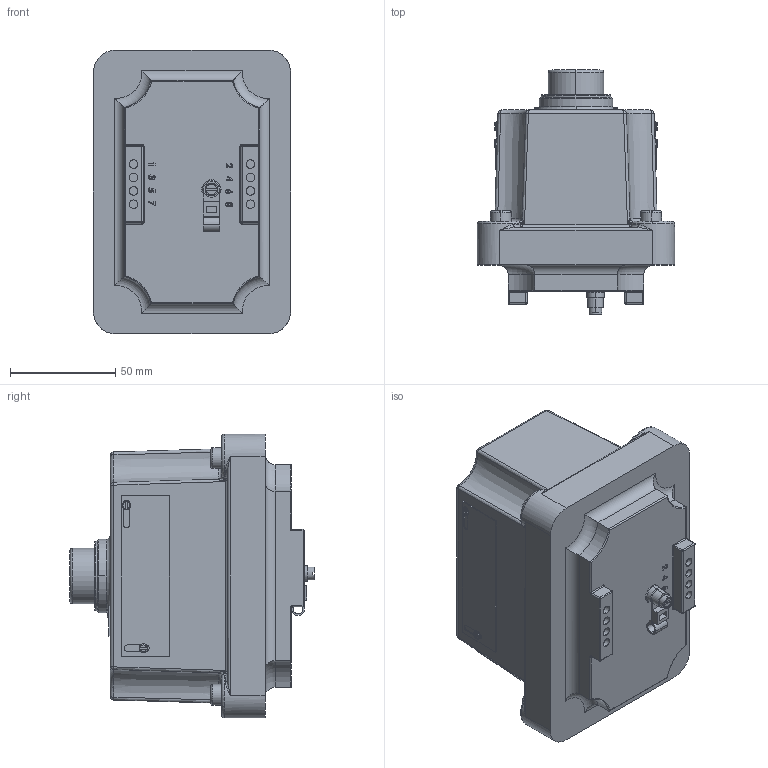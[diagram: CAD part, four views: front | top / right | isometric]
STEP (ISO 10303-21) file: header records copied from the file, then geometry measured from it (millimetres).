
FILE_DESCRIPTION (( 'STEP AP214' ), '1' );
FILE_NAME ('FXCS-0B2.step', '2016-03-09T20:26:16', ( '' ), ( '' ), 'SwSTEP 2.0', 'SolidWorks 2015', '' );
FILE_SCHEMA (( 'AUTOMOTIVE_DESIGN' ));
Length unit declared in the file: inch
Products named in the file (1): FXCS-0B2
Bounding box: 93.73 x 115.95 x 134.87 mm (x, y, z)
Volume: 797175.4 mm3; surface area: 61947.5 mm2
Topology: 2 solids, 2 shells, 677 faces, 1695 edges, 1005 vertices
Faces by surface type: plane 275, cylinder 145, bspline 139, torus 78, sphere 32, cone 8
Entity records: 29318 total; most frequent: CARTESIAN_POINT 9485, ORIENTED_EDGE 3294, DIRECTION 2881, EDGE_CURVE 1647, AXIS2_PLACEMENT_3D 1073, VERTEX_POINT 1005, VECTOR 735, LINE 735
